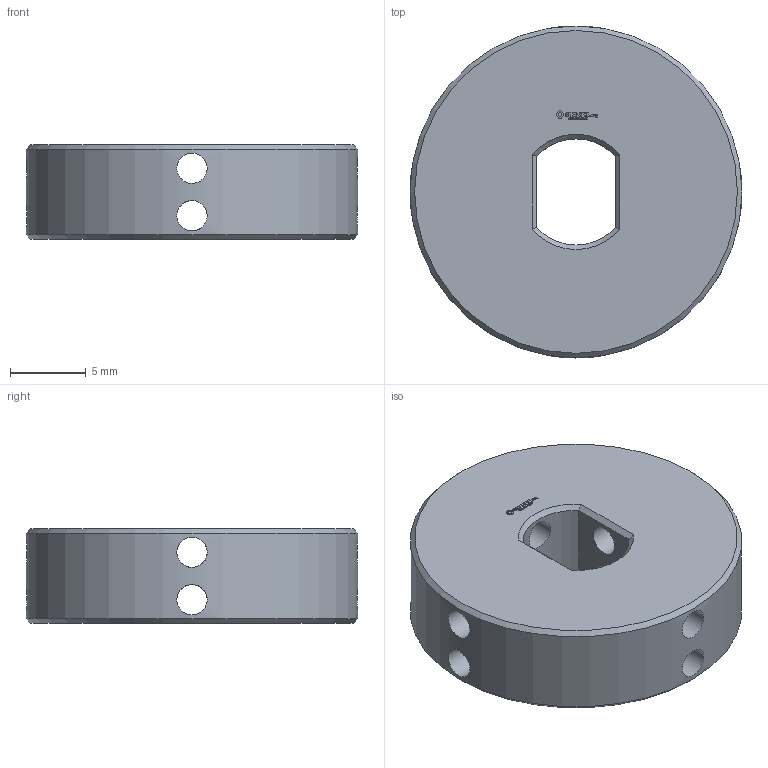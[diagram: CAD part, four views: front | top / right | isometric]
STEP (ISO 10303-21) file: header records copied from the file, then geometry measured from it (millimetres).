
FILE_DESCRIPTION(('FreeCAD Model'),'2;1');
FILE_NAME('Open CASCADE Shape Model','2024-03-12T23:29:06',(''),(''), 'Open CASCADE STEP processor 7.6','FreeCAD','Unknown');
FILE_SCHEMA(('AUTOMOTIVE_DESIGN { 1 0 10303 214 1 1 1 1 }'));
Length unit declared in the file: millimetre
Products named in the file (1): Shaft Collar IDX BU01.75x00.50 - SPN-SCL-0014 (stemfie.org)
Bounding box: 21.88 x 21.88 x 6.25 mm (x, y, z)
Volume: 1938.1 mm3; surface area: 1563.8 mm2
Topology: 1 solids, 1 shells, 484 faces, 1349 edges, 896 vertices
Faces by surface type: plane 313, extrusion 154, cylinder 11, cone 6
Full cylindrical faces by diameter (mm): 2 x8, 21.875 x1
Entity records: 16011 total; most frequent: CARTESIAN_POINT 4134, ORIENTED_EDGE 2698, DIRECTION 1865, EDGE_CURVE 1349, VECTOR 1155, LINE 1001, VERTEX_POINT 896, FACE_BOUND 531
